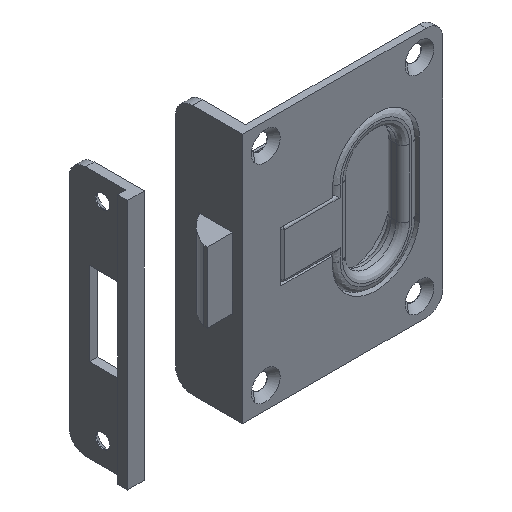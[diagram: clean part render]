
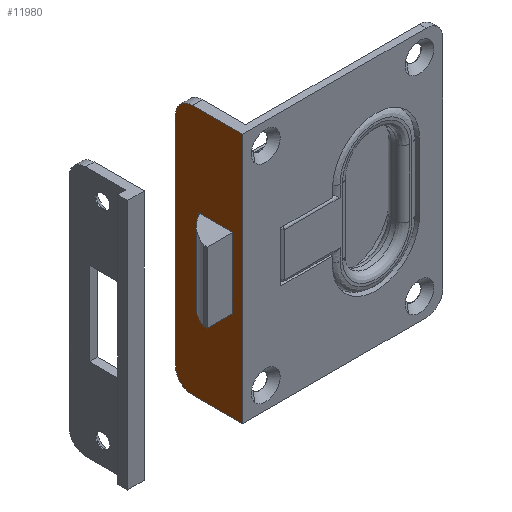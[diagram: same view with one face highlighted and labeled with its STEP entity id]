
A CAD part, isometric view. The second image highlights one B-rep face of the part: STEP entity #11980.
In plain terms, the highlighted free-form (B-spline) face has degree [1, 1] with [2, 2] control points.
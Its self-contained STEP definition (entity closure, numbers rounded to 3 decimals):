
#10485=CARTESIAN_POINT('',(-40.0,20.0,32.5));
#10486=VERTEX_POINT('',#10485);
#10492=CARTESIAN_POINT('',(-40.0,15.0,37.5));
#10493=VERTEX_POINT('',#10492);
#10494=CARTESIAN_POINT('',(-40.0,15.0,37.5));
#10495=CARTESIAN_POINT('',(-40.,15.409,37.5));
#10496=CARTESIAN_POINT('',(-40.,16.227,37.399));
#10497=CARTESIAN_POINT('',(-40.,17.265,36.999));
#10498=CARTESIAN_POINT('',(-40.,18.005,36.517));
#10499=CARTESIAN_POINT('',(-40.,18.607,35.992));
#10500=CARTESIAN_POINT('',(-40.,19.11,35.394));
#10501=CARTESIAN_POINT('',(-40.,19.519,34.682));
#10502=CARTESIAN_POINT('',(-40.,19.886,33.748));
#10503=CARTESIAN_POINT('',(-40.,20.,33.011));
#10504=CARTESIAN_POINT('',(-40.0,20.0,32.5));
#10505=B_SPLINE_CURVE_WITH_KNOTS('',3,(#10494,#10495,#10496,#10497,#10498,#10499,#10500,#10501,#10502,#10503,#10504),.UNSPECIFIED.,.F.,.U.,(4,1,1,1,1,1,1,1,4),(0.,1.227,2.454,3.313,3.866,4.847,5.645,6.32,7.854),.UNSPECIFIED.);
#10506=EDGE_CURVE('',#10493,#10486,#10505,.T.);
#10547=CARTESIAN_POINT('',(-40.0,15.0,-37.5));
#10548=VERTEX_POINT('',#10547);
#10554=CARTESIAN_POINT('',(-40.0,20.0,-32.5));
#10555=VERTEX_POINT('',#10554);
#10556=CARTESIAN_POINT('',(-40.0,20.0,-32.5));
#10557=CARTESIAN_POINT('',(-40.,20.,-32.848));
#10558=CARTESIAN_POINT('',(-40.,19.938,-33.441));
#10559=CARTESIAN_POINT('',(-40.,19.681,-34.327));
#10560=CARTESIAN_POINT('',(-40.0,19.248,-35.214));
#10561=CARTESIAN_POINT('',(-40.,18.656,-35.954));
#10562=CARTESIAN_POINT('',(-40.,17.927,-36.583));
#10563=CARTESIAN_POINT('',(-40.,17.259,-36.989));
#10564=CARTESIAN_POINT('',(-40.,16.247,-37.386));
#10565=CARTESIAN_POINT('',(-40.,15.511,-37.5));
#10566=CARTESIAN_POINT('',(-40.0,15.0,-37.5));
#10567=B_SPLINE_CURVE_WITH_KNOTS('',3,(#10556,#10557,#10558,#10559,#10560,#10561,#10562,#10563,#10564,#10565,#10566),.UNSPECIFIED.,.F.,.U.,(4,1,1,1,1,1,1,1,4),(0.,1.043,1.779,2.761,3.988,4.602,5.645,6.32,7.854),.UNSPECIFIED.);
#10568=EDGE_CURVE('',#10555,#10548,#10567,.T.);
#11006=CARTESIAN_POINT('',(-40.0,13.2,10.6));
#11007=VERTEX_POINT('',#11006);
#11050=CARTESIAN_POINT('',(-40.0,3.0,10.6));
#11051=VERTEX_POINT('',#11050);
#11057=CARTESIAN_POINT('',(-40.0,13.2,10.6));
#11058=CARTESIAN_POINT('',(-40.0,3.0,10.6));
#11059=QUASI_UNIFORM_CURVE('',1,(#11057,#11058),.UNSPECIFIED.,.F.,.U.);
#11060=EDGE_CURVE('',#11007,#11051,#11059,.T.);
#11078=CARTESIAN_POINT('',(-40.0,13.2,-10.6));
#11079=VERTEX_POINT('',#11078);
#11080=CARTESIAN_POINT('',(-40.0,3.0,-10.6));
#11081=VERTEX_POINT('',#11080);
#11082=CARTESIAN_POINT('',(-40.0,13.2,-10.6));
#11083=CARTESIAN_POINT('',(-40.0,3.0,-10.6));
#11084=QUASI_UNIFORM_CURVE('',1,(#11082,#11083),.UNSPECIFIED.,.F.,.U.);
#11085=EDGE_CURVE('',#11079,#11081,#11084,.T.);
#11173=CARTESIAN_POINT('',(-40.0,13.2,-10.6));
#11174=CARTESIAN_POINT('',(-40.0,13.2,10.6));
#11175=QUASI_UNIFORM_CURVE('',1,(#11173,#11174),.UNSPECIFIED.,.F.,.U.);
#11176=EDGE_CURVE('',#11079,#11007,#11175,.T.);
#11193=CARTESIAN_POINT('',(-40.0,3.0,10.6));
#11194=CARTESIAN_POINT('',(-40.0,3.0,-10.6));
#11195=QUASI_UNIFORM_CURVE('',1,(#11193,#11194),.UNSPECIFIED.,.F.,.U.);
#11196=EDGE_CURVE('',#11051,#11081,#11195,.T.);
#11796=CARTESIAN_POINT('',(-40.0,0.0,37.5));
#11797=VERTEX_POINT('',#11796);
#11817=CARTESIAN_POINT('',(-40.0,15.0,37.5));
#11818=CARTESIAN_POINT('',(-40.0,0.0,37.5));
#11819=QUASI_UNIFORM_CURVE('',1,(#11817,#11818),.UNSPECIFIED.,.F.,.U.);
#11820=EDGE_CURVE('',#10493,#11797,#11819,.T.);
#11838=CARTESIAN_POINT('',(-40.0,0.0,-37.5));
#11839=VERTEX_POINT('',#11838);
#11845=CARTESIAN_POINT('',(-40.0,15.0,-37.5));
#11846=CARTESIAN_POINT('',(-40.0,0.0,-37.5));
#11847=QUASI_UNIFORM_CURVE('',1,(#11845,#11846),.UNSPECIFIED.,.F.,.U.);
#11848=EDGE_CURVE('',#10548,#11839,#11847,.T.);
#11889=CARTESIAN_POINT('',(-40.0,0.0,-37.5));
#11890=CARTESIAN_POINT('',(-40.0,0.0,37.5));
#11891=QUASI_UNIFORM_CURVE('',1,(#11889,#11890),.UNSPECIFIED.,.F.,.U.);
#11892=EDGE_CURVE('',#11839,#11797,#11891,.T.);
#11957=CARTESIAN_POINT('',(-40.0,-0.999,-41.246));
#11958=CARTESIAN_POINT('',(-40.0,-0.999,41.246));
#11959=CARTESIAN_POINT('',(-40.0,20.999,-41.246));
#11960=CARTESIAN_POINT('',(-40.0,20.999,41.246));
#11961=B_SPLINE_SURFACE_WITH_KNOTS('',1,1,((#11957,#11959),(#11958,#11960)),.UNSPECIFIED.,.F.,.F.,.U.,(2,2),(2,2),(0.0,82.493),(0.0,21.998),.UNSPECIFIED.);
#11962=CARTESIAN_POINT('',(-40.0,20.0,-32.5));
#11963=CARTESIAN_POINT('',(-40.0,20.0,32.5));
#11964=QUASI_UNIFORM_CURVE('',1,(#11962,#11963),.UNSPECIFIED.,.F.,.U.);
#11965=EDGE_CURVE('',#10555,#10486,#11964,.T.);
#11966=ORIENTED_EDGE('',*,*,#11965,.F.);
#11967=ORIENTED_EDGE('',*,*,#10568,.T.);
#11968=ORIENTED_EDGE('',*,*,#11848,.T.);
#11969=ORIENTED_EDGE('',*,*,#11892,.T.);
#11970=ORIENTED_EDGE('',*,*,#11820,.F.);
#11971=ORIENTED_EDGE('',*,*,#10506,.T.);
#11972=EDGE_LOOP('',(#11966,#11967,#11968,#11969,#11970,#11971));
#11973=FACE_OUTER_BOUND('',#11972,.T.);
#11974=ORIENTED_EDGE('',*,*,#11085,.F.);
#11975=ORIENTED_EDGE('',*,*,#11176,.T.);
#11976=ORIENTED_EDGE('',*,*,#11060,.T.);
#11977=ORIENTED_EDGE('',*,*,#11196,.T.);
#11978=EDGE_LOOP('',(#11974,#11975,#11976,#11977));
#11979=FACE_BOUND('',#11978,.T.);
#11980=ADVANCED_FACE('',(#11973,#11979),#11961,.T.);
